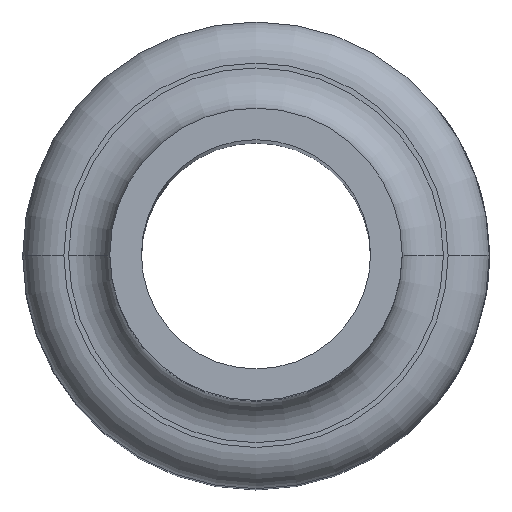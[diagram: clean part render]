
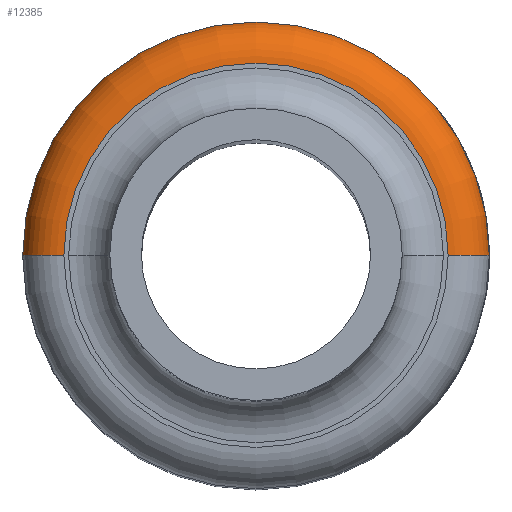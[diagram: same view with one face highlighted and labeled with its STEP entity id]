
A CAD part, top view. The second image highlights one B-rep face of the part: STEP entity #12385.
In plain terms, the highlighted toroidal (fillet/blend) face has major radius 14 mm and minor radius 3 mm.
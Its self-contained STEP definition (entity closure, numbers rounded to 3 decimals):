
#178 = DIRECTION ( 'NONE',  ( -1., 0., 0. ) ) ;
#1432 = DIRECTION ( 'NONE',  ( 0., -1., 0. ) ) ;
#1861 = CIRCLE ( 'NONE', #14790, 17. ) ;
#2034 = VERTEX_POINT ( 'NONE', #11453 ) ;
#2046 = TOROIDAL_SURFACE ( 'NONE', #17565, 14., 3. ) ;
#2074 = ORIENTED_EDGE ( 'NONE', *, *, #17193, .F. ) ;
#3629 = EDGE_CURVE ( 'NONE', #2034, #12933, #25646, .T. ) ;
#4664 = CARTESIAN_POINT ( 'NONE',  ( 0., 0., -43. ) ) ;
#4891 = VERTEX_POINT ( 'NONE', #10395 ) ;
#4977 = AXIS2_PLACEMENT_3D ( 'NONE', #12309, #14476, #178 ) ;
#5033 = CIRCLE ( 'NONE', #10176, 3. ) ;
#5566 = EDGE_CURVE ( 'NONE', #6490, #4891, #1861, .T. ) ;
#6173 = DIRECTION ( 'NONE',  ( 0., 1., 0. ) ) ;
#6490 = VERTEX_POINT ( 'NONE', #9943 ) ;
#8637 = CARTESIAN_POINT ( 'NONE',  ( 0., 0., -43. ) ) ;
#9943 = CARTESIAN_POINT ( 'NONE',  ( -17., 0., -43. ) ) ;
#10176 = AXIS2_PLACEMENT_3D ( 'NONE', #13842, #1432, #15876 ) ;
#10395 = CARTESIAN_POINT ( 'NONE',  ( 17., 0., -43. ) ) ;
#11453 = CARTESIAN_POINT ( 'NONE',  ( 14., 0., -40. ) ) ;
#12309 = CARTESIAN_POINT ( 'NONE',  ( 0., 0., -40. ) ) ;
#12385 = ADVANCED_FACE ( 'NONE', ( #18839 ), #2046, .T. ) ;
#12933 = VERTEX_POINT ( 'NONE', #14184 ) ;
#13842 = CARTESIAN_POINT ( 'NONE',  ( -14., 0., -43. ) ) ;
#14184 = CARTESIAN_POINT ( 'NONE',  ( -14., 0., -40. ) ) ;
#14401 = DIRECTION ( 'NONE',  ( -1., 0., 0. ) ) ;
#14476 = DIRECTION ( 'NONE',  ( 0., 0., 1. ) ) ;
#14790 = AXIS2_PLACEMENT_3D ( 'NONE', #8637, #24701, #20661 ) ;
#15184 = DIRECTION ( 'NONE',  ( 0., 0., -1. ) ) ;
#15876 = DIRECTION ( 'NONE',  ( 0., 0., -1. ) ) ;
#16024 = ORIENTED_EDGE ( 'NONE', *, *, #3629, .F. ) ;
#17193 = EDGE_CURVE ( 'NONE', #12933, #6490, #5033, .T. ) ;
#17565 = AXIS2_PLACEMENT_3D ( 'NONE', #4664, #15184, #23028 ) ;
#17720 = EDGE_LOOP ( 'NONE', ( #16024, #26577, #23335, #2074 ) ) ;
#18839 = FACE_OUTER_BOUND ( 'NONE', #17720, .T. ) ;
#20661 = DIRECTION ( 'NONE',  ( -1., 0., 0. ) ) ;
#23010 = EDGE_CURVE ( 'NONE', #2034, #4891, #25808, .T. ) ;
#23028 = DIRECTION ( 'NONE',  ( -1., 0., 0. ) ) ;
#23335 = ORIENTED_EDGE ( 'NONE', *, *, #5566, .F. ) ;
#24650 = CARTESIAN_POINT ( 'NONE',  ( 14., 0., -43. ) ) ;
#24701 = DIRECTION ( 'NONE',  ( 0., 0., -1. ) ) ;
#24937 = AXIS2_PLACEMENT_3D ( 'NONE', #24650, #6173, #14401 ) ;
#25646 = CIRCLE ( 'NONE', #4977, 14. ) ;
#25808 = CIRCLE ( 'NONE', #24937, 3. ) ;
#26577 = ORIENTED_EDGE ( 'NONE', *, *, #23010, .T. ) ;
